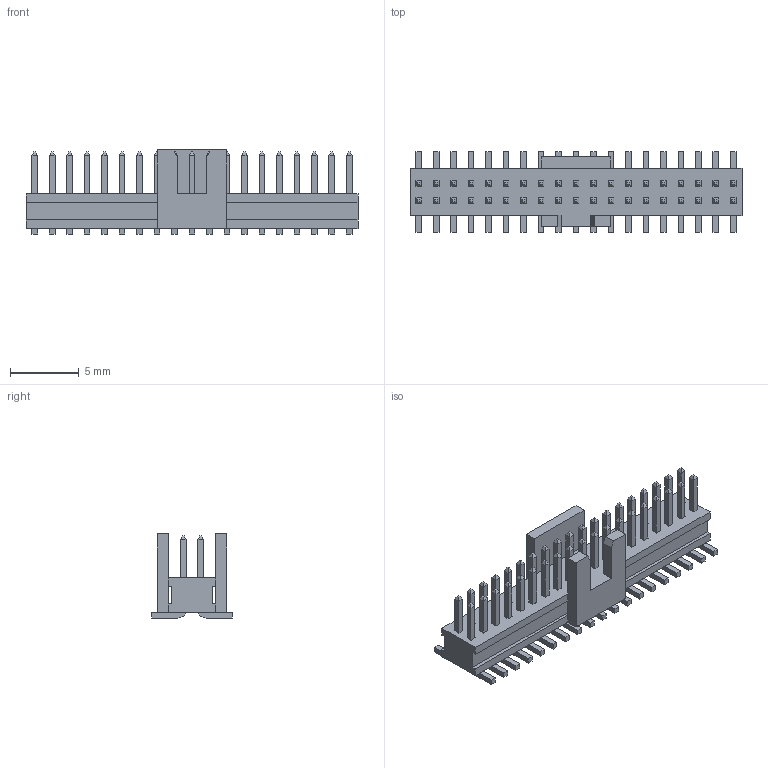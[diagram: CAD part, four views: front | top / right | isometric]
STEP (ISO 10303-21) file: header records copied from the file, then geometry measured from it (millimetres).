
FILE_DESCRIPTION(('FreeCAD Model'),'2;1');
FILE_NAME('Open CASCADE Shape Model','2025-02-16T20:00:52',(''),(''), 'Open CASCADE STEP processor 7.8','FreeCAD','Unknown');
FILE_SCHEMA(('AUTOMOTIVE_DESIGN { 1 0 10303 214 1 1 1 1 }'));
Length unit declared in the file: millimetre
Products named in the file (4): FTSH-119-01-L-DV-K; FTSH-119-01-L-DV-K_body; FTSH-119-01-L-DV-K_pins1; FTSH-119-01-L-DV-K_pins2
Assembly tree (3 placements, depth 2):
  FTSH-119-01-L-DV-K
    FTSH-119-01-L-DV-K_body
    FTSH-119-01-L-DV-K_pins1
    FTSH-119-01-L-DV-K_pins2
Bounding box: 24.13 x 5.84 x 6.12 mm (x, y, z)
Volume: 317.6 mm3; surface area: 1188.8 mm2
Topology: 3 solids, 3 shells, 812 faces, 2248 edges, 1444 vertices
Faces by surface type: plane 774, cylinder 38
Entity records: 25445 total; most frequent: CARTESIAN_POINT 4508, ORIENTED_EDGE 4496, DIRECTION 3956, EDGE_CURVE 2248, LINE 2172, VECTOR 2172, VERTEX_POINT 1444, AXIS2_PLACEMENT_3D 892
